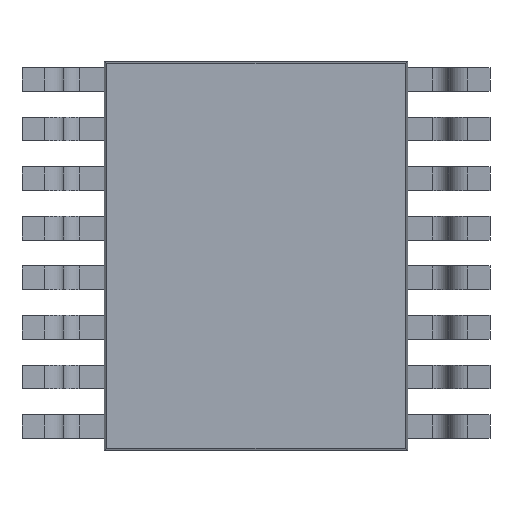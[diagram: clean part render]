
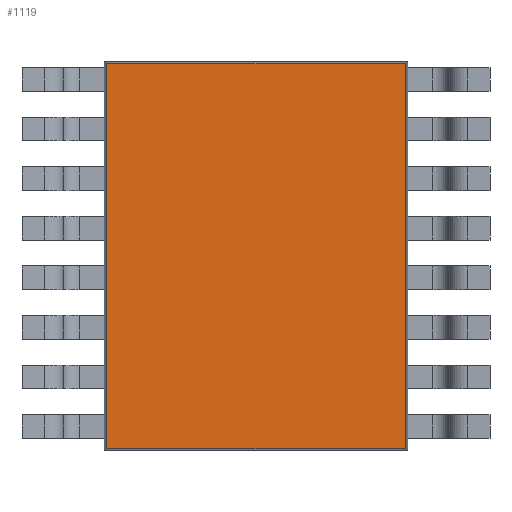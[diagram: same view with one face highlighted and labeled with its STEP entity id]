
A CAD part, front view. The second image highlights one B-rep face of the part: STEP entity #1119.
In plain terms, the highlighted planar face has unit normal (0, -1, 0).
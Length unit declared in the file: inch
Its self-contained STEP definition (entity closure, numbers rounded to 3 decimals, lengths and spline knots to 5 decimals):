
#104 = DIRECTION ( 'NONE',  ( 0., 1., 0. ) ) ;
#488 = DIRECTION ( 'NONE',  ( 0., 0., -1. ) ) ;
#529 = EDGE_LOOP ( 'NONE', ( #7729, #8370, #7126, #1869 ) ) ;
#822 = DIRECTION ( 'NONE',  ( 1., 0., 0. ) ) ;
#1119 = ADVANCED_FACE ( 'NONE', ( #4190 ), #3308, .F. ) ;
#1708 = CARTESIAN_POINT ( 'NONE',  ( 0.07537, -0.01965, -0.09698 ) ) ;
#1869 = ORIENTED_EDGE ( 'NONE', *, *, #5430, .F. ) ;
#2071 = CARTESIAN_POINT ( 'NONE',  ( 0.07537, -0.01965, 0.098 ) ) ;
#2188 = LINE ( 'NONE', #2071, #7139 ) ;
#2681 = CARTESIAN_POINT ( 'NONE',  ( -0.07537, -0.01965, 0.09698 ) ) ;
#2718 = VERTEX_POINT ( 'NONE', #5379 ) ;
#2814 = CARTESIAN_POINT ( 'NONE',  ( -0.07537, -0.01965, -0.09698 ) ) ;
#3308 = PLANE ( 'NONE',  #7391 ) ;
#3477 = DIRECTION ( 'NONE',  ( 0., 0., 1. ) ) ;
#3817 = EDGE_CURVE ( 'NONE', #2718, #4046, #2188, .T. ) ;
#3999 = VECTOR ( 'NONE', #7953, 39.37008 ) ;
#4046 = VERTEX_POINT ( 'NONE', #1708 ) ;
#4190 = FACE_OUTER_BOUND ( 'NONE', #529, .T. ) ;
#5379 = CARTESIAN_POINT ( 'NONE',  ( 0.07537, -0.01965, 0.09698 ) ) ;
#5430 = EDGE_CURVE ( 'NONE', #9069, #2718, #9517, .T. ) ;
#5620 = LINE ( 'NONE', #8268, #8898 ) ;
#5634 = DIRECTION ( 'NONE',  ( 0., 0., -1. ) ) ;
#6177 = LINE ( 'NONE', #9624, #3999 ) ;
#6760 = CARTESIAN_POINT ( 'NONE',  ( -0.17028, -0.01965, 0.09698 ) ) ;
#7126 = ORIENTED_EDGE ( 'NONE', *, *, #3817, .F. ) ;
#7139 = VECTOR ( 'NONE', #5634, 39.37008 ) ;
#7391 = AXIS2_PLACEMENT_3D ( 'NONE', #9444, #104, #3477 ) ;
#7729 = ORIENTED_EDGE ( 'NONE', *, *, #8461, .T. ) ;
#7953 = DIRECTION ( 'NONE',  ( 1., 0., 0. ) ) ;
#8268 = CARTESIAN_POINT ( 'NONE',  ( -0.07537, -0.01965, 0.098 ) ) ;
#8370 = ORIENTED_EDGE ( 'NONE', *, *, #10556, .T. ) ;
#8461 = EDGE_CURVE ( 'NONE', #9069, #9514, #5620, .T. ) ;
#8898 = VECTOR ( 'NONE', #488, 39.37008 ) ;
#9069 = VERTEX_POINT ( 'NONE', #2681 ) ;
#9444 = CARTESIAN_POINT ( 'NONE',  ( 0.07537, -0.01965, 0.098 ) ) ;
#9514 = VERTEX_POINT ( 'NONE', #2814 ) ;
#9517 = LINE ( 'NONE', #6760, #9871 ) ;
#9624 = CARTESIAN_POINT ( 'NONE',  ( -0.17028, -0.01965, -0.09698 ) ) ;
#9871 = VECTOR ( 'NONE', #822, 39.37008 ) ;
#10556 = EDGE_CURVE ( 'NONE', #9514, #4046, #6177, .T. ) ;
